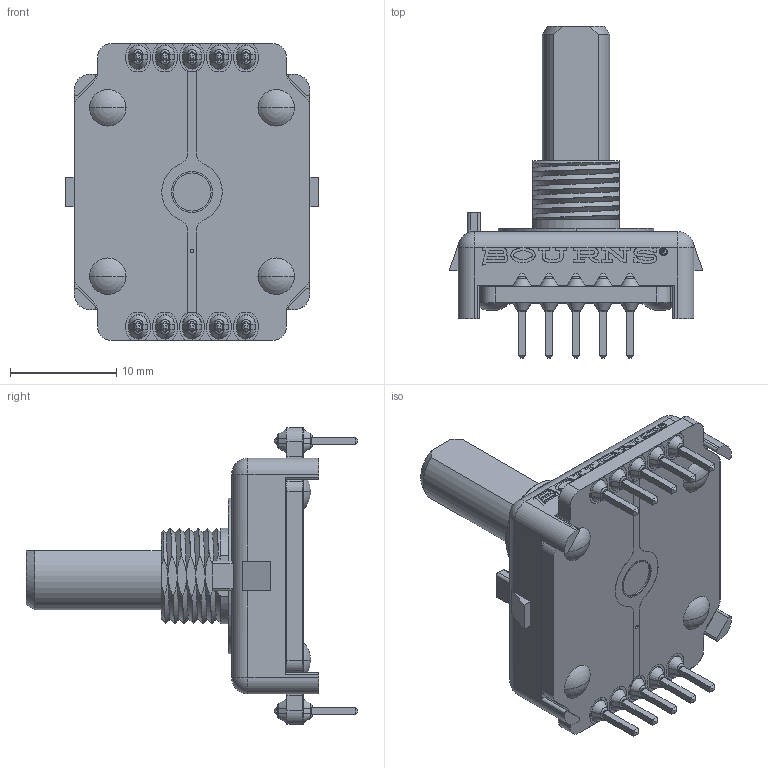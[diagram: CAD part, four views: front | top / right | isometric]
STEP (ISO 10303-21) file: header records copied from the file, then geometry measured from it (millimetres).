
FILE_DESCRIPTION((''),'2;1');
FILE_NAME('EAW0J-C24-AE0128L','2014-10-16T',('RICKB'),('Bourns, Inc.'),'PRO/ENGINEER BY PARAMETRIC TECHNOLOGY CORPORATION, 2012230','PRO/ENGINEER BY PARAMETRIC TECHNOLOGY CORPORATION, 2012230','');
FILE_SCHEMA(('CONFIG_CONTROL_DESIGN'));
Length unit declared in the file: inch
Products named in the file (1): EAW0J-C24-AE0128L
Bounding box: 23.88 x 31.23 x 27.94 mm (x, y, z)
Volume: 4051.1 mm3; surface area: 5084.7 mm2
Topology: 1 solids, 22 shells, 1704 faces, 4518 edges, 2899 vertices
Faces by surface type: plane 1167, cylinder 386, bspline 83, cone 44, sphere 12, torus 12
Entity records: 58655 total; most frequent: CARTESIAN_POINT 16472, ORIENTED_EDGE 9020, DIRECTION 8408, EDGE_CURVE 4510, VECTOR 3184, LINE 3184, VERTEX_POINT 2899, AXIS2_PLACEMENT_3D 2612
